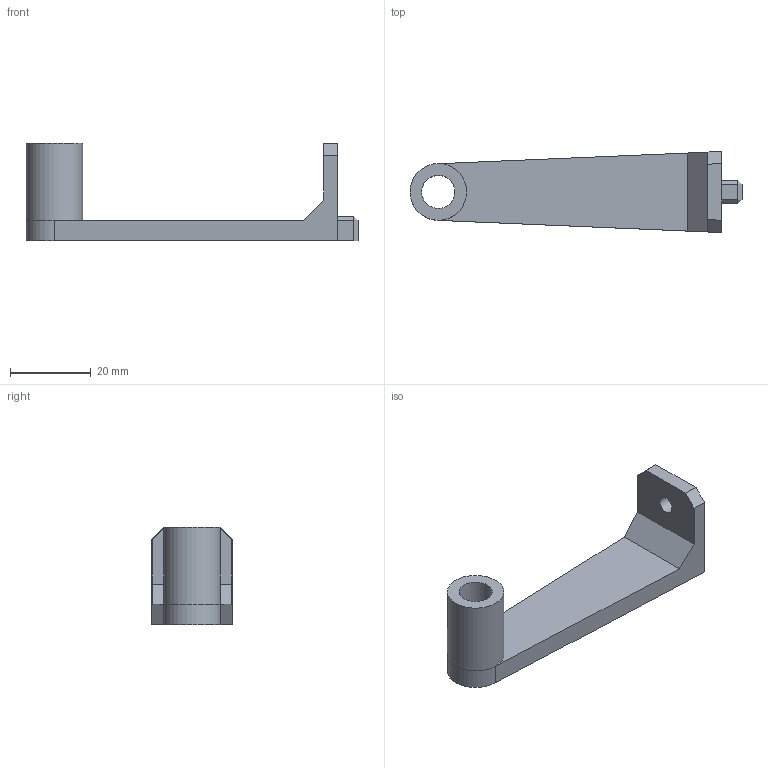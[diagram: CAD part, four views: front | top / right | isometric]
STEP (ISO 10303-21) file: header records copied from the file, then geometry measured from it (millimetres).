
FILE_DESCRIPTION(('FreeCAD Model'),'2;1');
FILE_NAME('single-spool-holder-x2.step', '2021-06-04T11:22:34',('Author'),(''), 'Open CASCADE STEP processor 7.3','FreeCAD','Unknown');
FILE_SCHEMA(('AUTOMOTIVE_DESIGN { 1 0 10303 214 1 1 1 1 }'));
Length unit declared in the file: millimetre
Products named in the file (1): single-support-holder
Bounding box: 82 x 20 x 24 mm (x, y, z)
Volume: 9638.1 mm3; surface area: 5736.3 mm2
Topology: 1 solids, 1 shells, 29 faces, 70 edges, 43 vertices
Faces by surface type: plane 24, cylinder 5
Full cylindrical faces by diameter (mm): 4.2 x1, 8.2 x2, 14 x1
Entity records: 1758 total; most frequent: CARTESIAN_POINT 293, DIRECTION 273, LINE 175, VECTOR 175, ORIENTED_EDGE 140, PCURVE 140, DEFINITIONAL_REPRESENTATION 140, EDGE_CURVE 70
